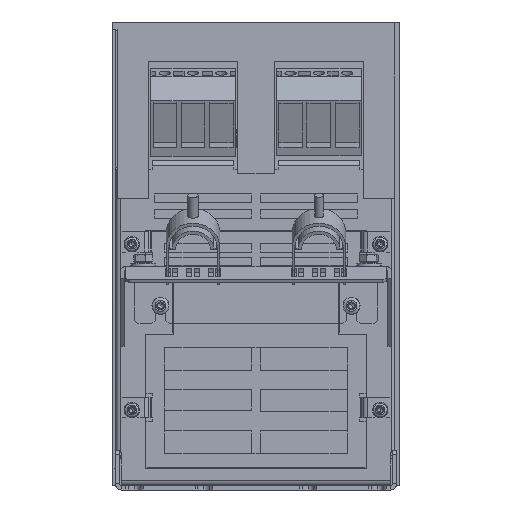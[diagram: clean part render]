
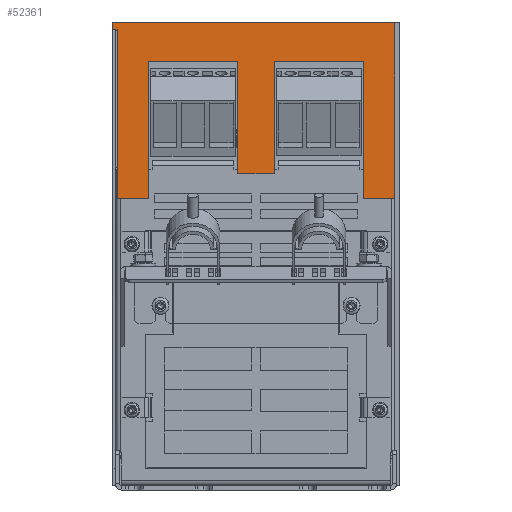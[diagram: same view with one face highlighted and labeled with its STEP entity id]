
A CAD part, front view. The second image highlights one B-rep face of the part: STEP entity #52361.
In plain terms, the highlighted planar face has unit normal (0, -1, 0).
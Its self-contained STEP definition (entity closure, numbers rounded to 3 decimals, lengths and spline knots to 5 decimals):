
#11079=DIRECTION('',(0.,0.,1.));
#11080=VECTOR('',#11079,0.097);
#11081=CARTESIAN_POINT('',(-0.08,-0.17775,0.1655));
#11082=LINE('',#11081,#11080);
#11083=DIRECTION('',(-1.,0.,0.));
#11084=VECTOR('',#11083,0.0025);
#11085=CARTESIAN_POINT('',(-0.08,-0.17775,0.2625));
#11086=LINE('',#11085,#11084);
#11087=DIRECTION('',(0.,0.,1.));
#11088=VECTOR('',#11087,0.004);
#11089=CARTESIAN_POINT('',(-0.0825,-0.17775,0.2625));
#11090=LINE('',#11089,#11088);
#11091=DIRECTION('',(0.,0.,-1.));
#11092=VECTOR('',#11091,0.101);
#11093=CARTESIAN_POINT('',(0.08,-0.17775,0.2665));
#11094=LINE('',#11093,#11092);
#11095=DIRECTION('',(-1.,0.,0.));
#11096=VECTOR('',#11095,0.018);
#11097=CARTESIAN_POINT('',(0.08,-0.17775,0.1655));
#11098=LINE('',#11097,#11096);
#11099=DIRECTION('',(0.,0.,1.));
#11100=VECTOR('',#11099,0.079);
#11101=CARTESIAN_POINT('',(0.062,-0.17775,0.1655));
#11102=LINE('',#11101,#11100);
#11103=DIRECTION('',(-1.,0.,0.));
#11104=VECTOR('',#11103,0.0515);
#11105=CARTESIAN_POINT('',(0.062,-0.17775,0.2445));
#11106=LINE('',#11105,#11104);
#11107=DIRECTION('',(0.,0.,-1.));
#11108=VECTOR('',#11107,0.065);
#11109=CARTESIAN_POINT('',(0.0105,-0.17775,0.2445));
#11110=LINE('',#11109,#11108);
#11111=DIRECTION('',(-1.,0.,0.));
#11112=VECTOR('',#11111,0.021);
#11113=CARTESIAN_POINT('',(0.0105,-0.17775,0.1795));
#11114=LINE('',#11113,#11112);
#11115=DIRECTION('',(0.,0.,1.));
#11116=VECTOR('',#11115,0.065);
#11117=CARTESIAN_POINT('',(-0.0105,-0.17775,0.1795));
#11118=LINE('',#11117,#11116);
#11119=DIRECTION('',(-1.,0.,0.));
#11120=VECTOR('',#11119,0.0515);
#11121=CARTESIAN_POINT('',(-0.0105,-0.17775,0.2445));
#11122=LINE('',#11121,#11120);
#11123=DIRECTION('',(0.,0.,-1.));
#11124=VECTOR('',#11123,0.079);
#11125=CARTESIAN_POINT('',(-0.062,-0.17775,0.2445));
#11126=LINE('',#11125,#11124);
#11127=DIRECTION('',(-1.,0.,0.));
#11128=VECTOR('',#11127,0.018);
#11129=CARTESIAN_POINT('',(-0.062,-0.17775,0.1655));
#11130=LINE('',#11129,#11128);
#11131=DIRECTION('',(-1.,0.,0.));
#11132=VECTOR('',#11131,0.1625);
#11133=CARTESIAN_POINT('',(0.08,-0.17775,0.2665));
#11134=LINE('',#11133,#11132);
#27304=CARTESIAN_POINT('',(0.08,-0.17775,0.1655));
#27305=CARTESIAN_POINT('',(0.062,-0.17775,0.1655));
#27306=VERTEX_POINT('',#27304);
#27307=VERTEX_POINT('',#27305);
#27657=CARTESIAN_POINT('',(-0.08,-0.17775,0.2625));
#27659=VERTEX_POINT('',#27657);
#27660=CARTESIAN_POINT('',(-0.08,-0.17775,0.1655));
#27661=VERTEX_POINT('',#27660);
#27678=CARTESIAN_POINT('',(-0.0825,-0.17775,0.2625));
#27679=VERTEX_POINT('',#27678);
#27700=CARTESIAN_POINT('',(0.08,-0.17775,0.2665));
#27701=CARTESIAN_POINT('',(-0.0825,-0.17775,0.2665));
#27702=VERTEX_POINT('',#27700);
#27703=VERTEX_POINT('',#27701);
#27981=CARTESIAN_POINT('',(0.062,-0.17775,0.2445));
#27982=VERTEX_POINT('',#27981);
#27983=CARTESIAN_POINT('',(0.0105,-0.17775,0.2445));
#27984=VERTEX_POINT('',#27983);
#27985=CARTESIAN_POINT('',(0.0105,-0.17775,0.1795));
#27986=VERTEX_POINT('',#27985);
#27987=CARTESIAN_POINT('',(-0.0105,-0.17775,0.1795));
#27988=VERTEX_POINT('',#27987);
#27989=CARTESIAN_POINT('',(-0.0105,-0.17775,0.2445));
#27990=VERTEX_POINT('',#27989);
#27991=CARTESIAN_POINT('',(-0.062,-0.17775,0.2445));
#27992=VERTEX_POINT('',#27991);
#27993=CARTESIAN_POINT('',(-0.062,-0.17775,0.1655));
#27994=VERTEX_POINT('',#27993);
#52329=CARTESIAN_POINT('',(0.,-0.17775,0.2665));
#52330=DIRECTION('',(0.,1.,0.));
#52331=DIRECTION('',(0.,0.,1.));
#52332=AXIS2_PLACEMENT_3D('',#52329,#52330,#52331);
#52333=PLANE('',#52332);
#52334=ORIENTED_EDGE('',*,*,#52295,.T.);
#52335=ORIENTED_EDGE('',*,*,#51037,.T.);
#52336=ORIENTED_EDGE('',*,*,#51064,.T.);
#52338=ORIENTED_EDGE('',*,*,#52337,.F.);
#52340=ORIENTED_EDGE('',*,*,#52339,.T.);
#52342=ORIENTED_EDGE('',*,*,#52341,.T.);
#52344=ORIENTED_EDGE('',*,*,#52343,.T.);
#52346=ORIENTED_EDGE('',*,*,#52345,.T.);
#52348=ORIENTED_EDGE('',*,*,#52347,.T.);
#52350=ORIENTED_EDGE('',*,*,#52349,.T.);
#52352=ORIENTED_EDGE('',*,*,#52351,.T.);
#52354=ORIENTED_EDGE('',*,*,#52353,.T.);
#52356=ORIENTED_EDGE('',*,*,#52355,.T.);
#52358=ORIENTED_EDGE('',*,*,#52357,.T.);
#52359=EDGE_LOOP('',(#52334,#52335,#52336,#52338,#52340,#52342,#52344,#52346,
#52348,#52350,#52352,#52354,#52356,#52358));
#52360=FACE_OUTER_BOUND('',#52359,.F.);
#52361=ADVANCED_FACE('',(#52360),#52333,.F.);
#51037=EDGE_CURVE('',#27659,#27679,#11086,.T.);
#51064=EDGE_CURVE('',#27679,#27703,#11090,.T.);
#52295=EDGE_CURVE('',#27661,#27659,#11082,.T.);
#52337=EDGE_CURVE('',#27702,#27703,#11134,.T.);
#52339=EDGE_CURVE('',#27702,#27306,#11094,.T.);
#52341=EDGE_CURVE('',#27306,#27307,#11098,.T.);
#52343=EDGE_CURVE('',#27307,#27982,#11102,.T.);
#52345=EDGE_CURVE('',#27982,#27984,#11106,.T.);
#52347=EDGE_CURVE('',#27984,#27986,#11110,.T.);
#52349=EDGE_CURVE('',#27986,#27988,#11114,.T.);
#52351=EDGE_CURVE('',#27988,#27990,#11118,.T.);
#52353=EDGE_CURVE('',#27990,#27992,#11122,.T.);
#52355=EDGE_CURVE('',#27992,#27994,#11126,.T.);
#52357=EDGE_CURVE('',#27994,#27661,#11130,.T.);
